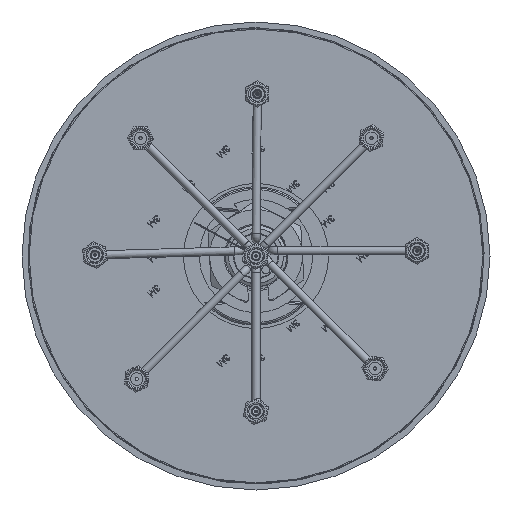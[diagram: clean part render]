
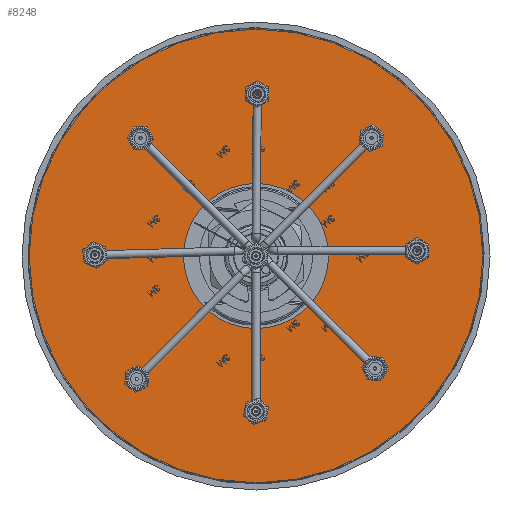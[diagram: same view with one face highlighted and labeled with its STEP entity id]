
A CAD part, front view. The second image highlights one B-rep face of the part: STEP entity #8248.
In plain terms, the highlighted planar face has unit normal (0, -1, 0).
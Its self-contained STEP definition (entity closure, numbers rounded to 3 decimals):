
#3997 = AXIS2_PLACEMENT_3D ( 'NONE', #17210, #49581, #54616 ) ;
#4795 = ORIENTED_EDGE ( 'NONE', *, *, #14429, .F. ) ;
#8248 = ADVANCED_FACE ( 'NONE', ( #45111, #45435 ), #12160, .T. ) ;
#10270 = EDGE_LOOP ( 'NONE', ( #4795 ) ) ;
#12160 = PLANE ( 'NONE',  #3997 ) ;
#12261 = AXIS2_PLACEMENT_3D ( 'NONE', #28961, #37860, #57173 ) ;
#14429 = EDGE_CURVE ( 'NONE', #16856, #16856, #39549, .T. ) ;
#16856 = VERTEX_POINT ( 'NONE', #49853 ) ;
#17210 = CARTESIAN_POINT ( 'NONE',  ( 0., -3.77, 0. ) ) ;
#17666 = EDGE_CURVE ( 'NONE', #23509, #23509, #51079, .T. ) ;
#18245 = DIRECTION ( 'NONE',  ( 0., 0., -1. ) ) ;
#19275 = CARTESIAN_POINT ( 'NONE',  ( 0., -3.77, 0. ) ) ;
#22860 = CARTESIAN_POINT ( 'NONE',  ( 0., -3.77, -78.15 ) ) ;
#23406 = ORIENTED_EDGE ( 'NONE', *, *, #17666, .T. ) ;
#23509 = VERTEX_POINT ( 'NONE', #22860 ) ;
#28961 = CARTESIAN_POINT ( 'NONE',  ( 0., -3.77, 0. ) ) ;
#35881 = AXIS2_PLACEMENT_3D ( 'NONE', #19275, #48036, #18245 ) ;
#37860 = DIRECTION ( 'NONE',  ( 0., -1., 0. ) ) ;
#39549 = CIRCLE ( 'NONE', #12261, 25. ) ;
#43948 = EDGE_LOOP ( 'NONE', ( #23406 ) ) ;
#45111 = FACE_OUTER_BOUND ( 'NONE', #43948, .T. ) ;
#45435 = FACE_BOUND ( 'NONE', #10270, .T. ) ;
#48036 = DIRECTION ( 'NONE',  ( 0., -1., 0. ) ) ;
#49581 = DIRECTION ( 'NONE',  ( 0., -1., 0. ) ) ;
#49853 = CARTESIAN_POINT ( 'NONE',  ( 0., -3.77, -25. ) ) ;
#51079 = CIRCLE ( 'NONE', #35881, 78.15 ) ;
#54616 = DIRECTION ( 'NONE',  ( 0., 0., -1. ) ) ;
#57173 = DIRECTION ( 'NONE',  ( 0., 0., -1. ) ) ;
